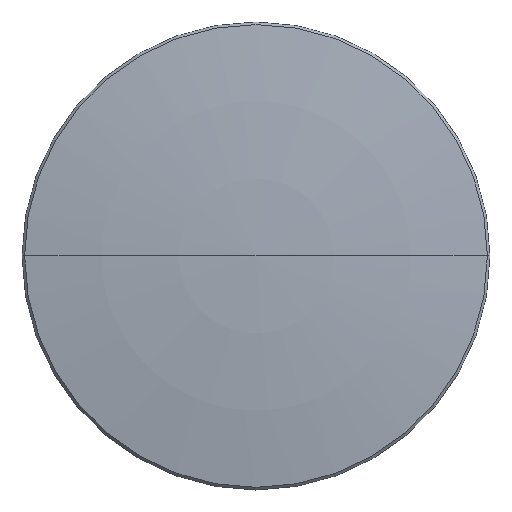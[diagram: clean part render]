
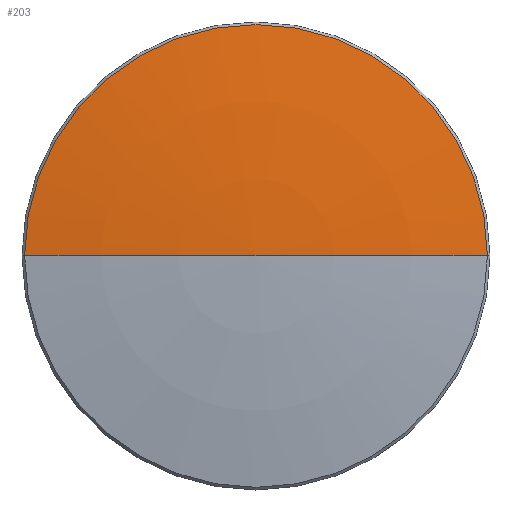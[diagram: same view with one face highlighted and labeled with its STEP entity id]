
A CAD part, top view. The second image highlights one B-rep face of the part: STEP entity #203.
In plain terms, the highlighted toroidal (fillet/blend) face has major radius 0.499 mm and minor radius 92 mm.
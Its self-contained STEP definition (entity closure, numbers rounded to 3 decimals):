
#8 = CARTESIAN_POINT ( 'NONE',  ( -12.559, 0., 0.535 ) ) ;
#127 = EDGE_CURVE ( 'NONE', #132, #170, #223, .T. ) ;
#131 = EDGE_CURVE ( 'NONE', #132, #180, #252, .T. ) ;
#132 = VERTEX_POINT ( 'NONE', #276 ) ;
#170 = VERTEX_POINT ( 'NONE', #294 ) ;
#180 = VERTEX_POINT ( 'NONE', #8 ) ;
#194 = ORIENTED_EDGE ( 'NONE', *, *, #131, .T. ) ;
#195 = ORIENTED_EDGE ( 'NONE', *, *, #127, .F. ) ;
#198 = EDGE_LOOP ( 'NONE', ( #194, #202, #195 ) ) ;
#201 = EDGE_CURVE ( 'NONE', #180, #170, #372, .T. ) ;
#202 = ORIENTED_EDGE ( 'NONE', *, *, #201, .T. ) ;
#203 = ADVANCED_FACE ( 'NONE', ( #330 ), #350, .T. ) ;
#221 = DIRECTION ( 'NONE',  ( 0., -1., 0. ) ) ;
#223 = CIRCLE ( 'NONE', #239, 92. ) ;
#233 = CARTESIAN_POINT ( 'NONE',  ( -0.499, 0., -90.534 ) ) ;
#238 = DIRECTION ( 'NONE',  ( 0., 0., -1. ) ) ;
#239 = AXIS2_PLACEMENT_3D ( 'NONE', #233, #221, #238 ) ;
#252 = CIRCLE ( 'NONE', #274, 12.559 ) ;
#265 = DIRECTION ( 'NONE',  ( 1., 0., 0. ) ) ;
#266 = DIRECTION ( 'NONE',  ( 0., 0., 1. ) ) ;
#267 = CARTESIAN_POINT ( 'NONE',  ( 0., 0., 0.535 ) ) ;
#274 = AXIS2_PLACEMENT_3D ( 'NONE', #267, #266, #265 ) ;
#276 = CARTESIAN_POINT ( 'NONE',  ( 12.559, 0., 0.535 ) ) ;
#294 = CARTESIAN_POINT ( 'NONE',  ( 0., 0., 1.465 ) ) ;
#330 = FACE_OUTER_BOUND ( 'NONE', #198, .T. ) ;
#335 = DIRECTION ( 'NONE',  ( -1., 0., 0. ) ) ;
#336 = DIRECTION ( 'NONE',  ( 0., 1., 0. ) ) ;
#337 = AXIS2_PLACEMENT_3D ( 'NONE', #345, #344, #342 ) ;
#342 = DIRECTION ( 'NONE',  ( 1., 0., 0. ) ) ;
#344 = DIRECTION ( 'NONE',  ( 0., 0., 1. ) ) ;
#345 = CARTESIAN_POINT ( 'NONE',  ( 0., 0., -90.534 ) ) ;
#346 = AXIS2_PLACEMENT_3D ( 'NONE', #351, #336, #335 ) ;
#350 = TOROIDAL_SURFACE ( 'NONE', #337, -0.499, 92. ) ;
#351 = CARTESIAN_POINT ( 'NONE',  ( 0.499, 0., -90.534 ) ) ;
#372 = CIRCLE ( 'NONE', #346, 92. ) ;
